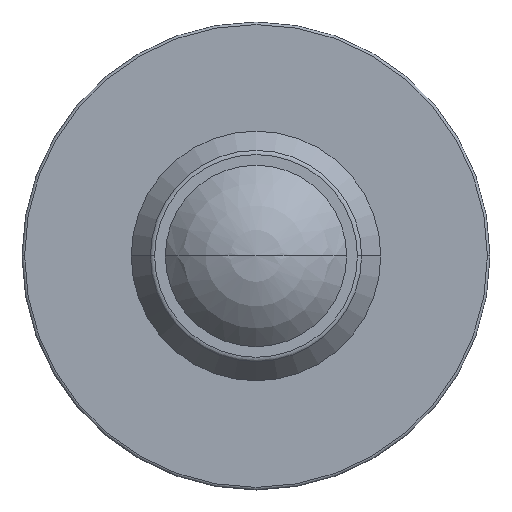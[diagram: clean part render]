
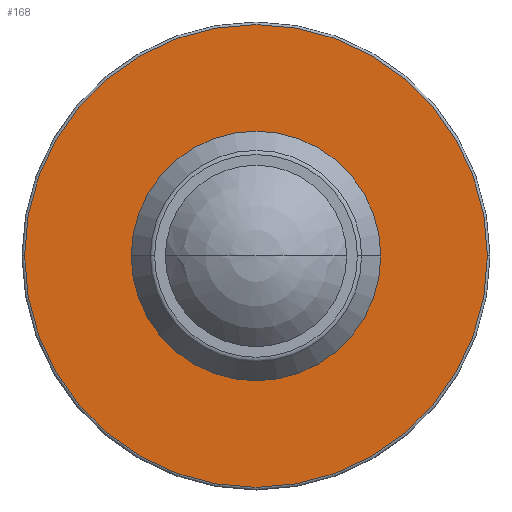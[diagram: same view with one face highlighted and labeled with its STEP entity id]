
A CAD part, top view. The second image highlights one B-rep face of the part: STEP entity #168.
In plain terms, the highlighted planar face has unit normal (0, 0, 1).
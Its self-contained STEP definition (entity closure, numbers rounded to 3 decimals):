
#114=VERTEX_POINT('',#296);
#142=EDGE_CURVE('',#230,#248,#329,.T.);
#148=EDGE_CURVE('',#114,#210,#335,.T.);
#168=ADVANCED_FACE('',(#357,#358),#359,.T.);
#204=EDGE_CURVE('',#248,#230,#400,.T.);
#210=VERTEX_POINT('',#406);
#230=VERTEX_POINT('',#428);
#248=VERTEX_POINT('',#450);
#258=EDGE_CURVE('',#210,#114,#460,.T.);
#296=CARTESIAN_POINT('',(12.0,0.,2.8));
#329=CIRCLE('',#532,22.25);
#335=CIRCLE('',#542,12.0);
#357=FACE_OUTER_BOUND('',#566,.T.);
#358=FACE_BOUND('',#567,.T.);
#359=PLANE('',#568);
#400=CIRCLE('',#617,22.25);
#406=CARTESIAN_POINT('',(-12.0,0.,2.8));
#428=CARTESIAN_POINT('',(-22.25,0.,2.8));
#450=CARTESIAN_POINT('',(22.25,0.,2.8));
#460=CIRCLE('',#692,12.0);
#532=AXIS2_PLACEMENT_3D('',#778,#779,#780);
#542=AXIS2_PLACEMENT_3D('',#785,#786,#787);
#566=EDGE_LOOP('',(#815,#816));
#567=EDGE_LOOP('',(#817,#818));
#568=AXIS2_PLACEMENT_3D('',#819,#820,#821);
#617=AXIS2_PLACEMENT_3D('',#870,#871,#872);
#692=AXIS2_PLACEMENT_3D('',#950,#951,#952);
#778=CARTESIAN_POINT('',(0.0,0.,2.8));
#779=DIRECTION('',(-0.0,0.0,-1.0));
#780=DIRECTION('',(-1.0,0.,0.0));
#785=CARTESIAN_POINT('',(0.0,0.,2.8));
#786=DIRECTION('',(-0.0,0.0,-1.0));
#787=DIRECTION('',(-1.0,0.,0.0));
#815=ORIENTED_EDGE('',*,*,#142,.F.);
#816=ORIENTED_EDGE('',*,*,#204,.F.);
#817=ORIENTED_EDGE('',*,*,#258,.T.);
#818=ORIENTED_EDGE('',*,*,#148,.T.);
#819=CARTESIAN_POINT('',(-17.125,0.,2.8));
#820=DIRECTION('',(0.0,0.0,1.0));
#821=DIRECTION('',(-1.0,0.,0.0));
#870=CARTESIAN_POINT('',(0.0,0.,2.8));
#871=DIRECTION('',(-0.0,0.0,-1.0));
#872=DIRECTION('',(-1.0,0.,0.0));
#950=CARTESIAN_POINT('',(0.0,0.,2.8));
#951=DIRECTION('',(-0.0,0.0,-1.0));
#952=DIRECTION('',(-1.0,0.,0.0));
